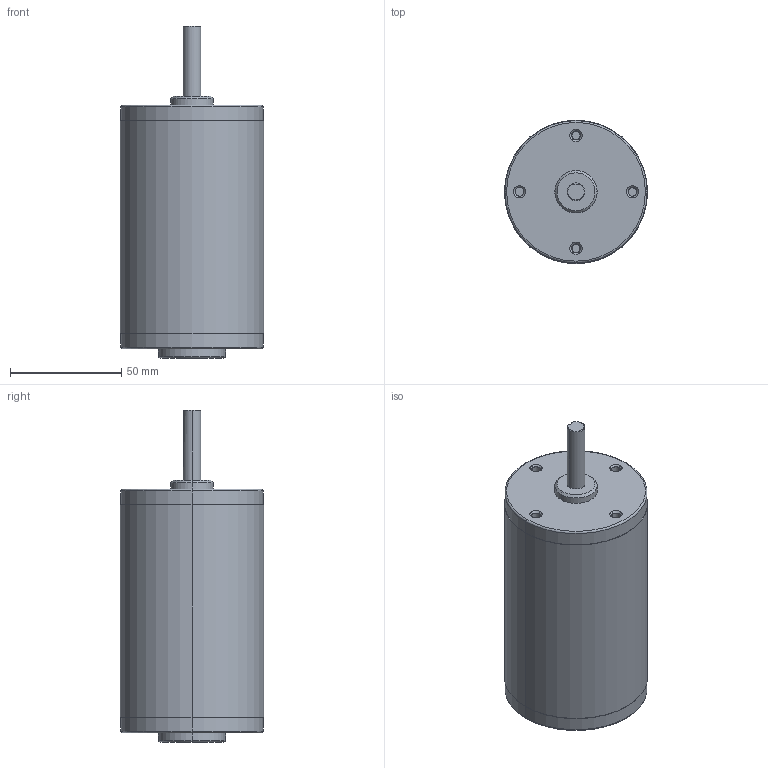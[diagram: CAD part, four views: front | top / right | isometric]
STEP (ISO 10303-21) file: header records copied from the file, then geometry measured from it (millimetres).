
FILE_DESCRIPTION((''),'2;1');
FILE_NAME('CIM Motor.stp','2006-01-16T11:51:47',('t8558es'),(''),'Autodesk Inventor (R) 6.0','Autodesk Inventor (R) 6.0','');
FILE_SCHEMA(('AUTOMOTIVE_DESIGN { 1 0 10303 214 1 1 1 1 }'));
Length unit declared in the file: inch
Products named in the file (3): CIM Motor; CIM motor; 10-24 UNC x 4_ Phillips Pan Head
Assembly tree (3 placements, depth 2):
  CIM Motor
    CIM motor
    10-24 UNC x 4_ Phillips Pan Head  x2
Bounding box: 64.41 x 64.41 x 149.33 mm (x, y, z)
Volume: 361464.3 mm3; surface area: 37671.7 mm2
Topology: 3 solids, 3 shells, 150 faces, 317 edges, 184 vertices
Faces by surface type: plane 65, cone 29, bspline 26, cylinder 20, torus 10
Entity records: 3391 total; most frequent: CARTESIAN_POINT 986, DIRECTION 508, ORIENTED_EDGE 468, EDGE_CURVE 234, AXIS2_PLACEMENT_3D 206, VERTEX_POINT 138, EDGE_LOOP 124, CIRCLE 114
